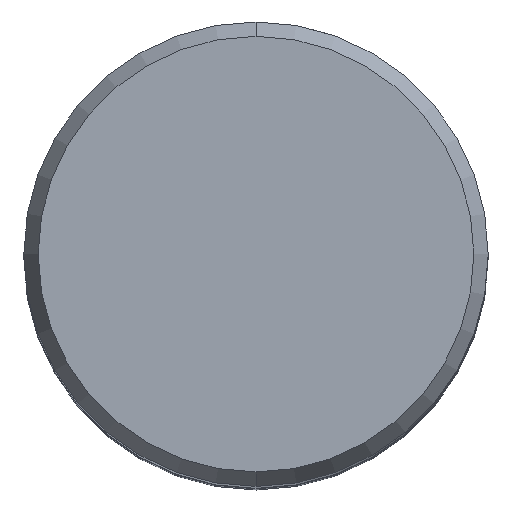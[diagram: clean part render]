
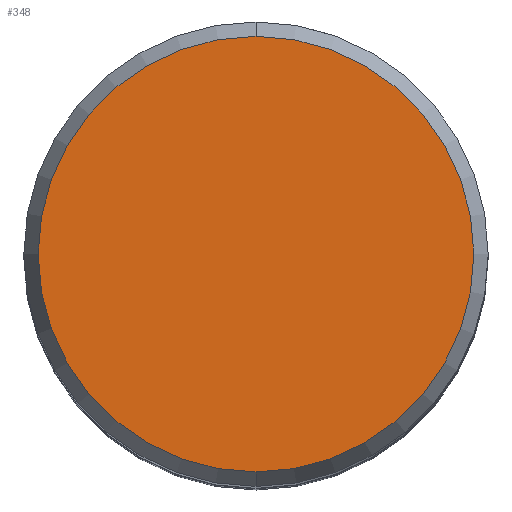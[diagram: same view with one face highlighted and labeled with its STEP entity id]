
A CAD part, top view. The second image highlights one B-rep face of the part: STEP entity #348.
In plain terms, the highlighted planar face has unit normal (0, 0, 1).
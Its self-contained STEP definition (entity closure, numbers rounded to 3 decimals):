
#264=VERTEX_POINT('',#601);
#348=ADVANCED_FACE('',(#698),#699,.T.);
#366=VERTEX_POINT('',#719);
#452=EDGE_CURVE('',#366,#264,#812,.T.);
#462=EDGE_CURVE('',#264,#366,#822,.T.);
#601=CARTESIAN_POINT('',(0.,-10.425,0.));
#698=FACE_OUTER_BOUND('',#1264,.T.);
#699=PLANE('',#1265);
#719=CARTESIAN_POINT('',(0.0,10.425,0.));
#812=CIRCLE('',#1524,10.425);
#822=CIRCLE('',#1586,10.425);
#1264=EDGE_LOOP('',(#1933,#1934));
#1265=AXIS2_PLACEMENT_3D('',#1935,#1936,#1937);
#1524=AXIS2_PLACEMENT_3D('',#2039,#2040,#2041);
#1586=AXIS2_PLACEMENT_3D('',#2049,#2050,#2051);
#1933=ORIENTED_EDGE('',*,*,#452,.F.);
#1934=ORIENTED_EDGE('',*,*,#462,.F.);
#1935=CARTESIAN_POINT('',(0.0,5.212,0.));
#1936=DIRECTION('',(-0.0,0.0,1.0));
#1937=DIRECTION('',(0.0,-1.0,0.0));
#2039=CARTESIAN_POINT('',(0.0,0.0,0.));
#2040=DIRECTION('',(0.0,0.0,-1.0));
#2041=DIRECTION('',(0.0,1.0,0.0));
#2049=CARTESIAN_POINT('',(0.0,0.0,0.));
#2050=DIRECTION('',(0.0,0.0,-1.0));
#2051=DIRECTION('',(0.0,1.0,0.0));
